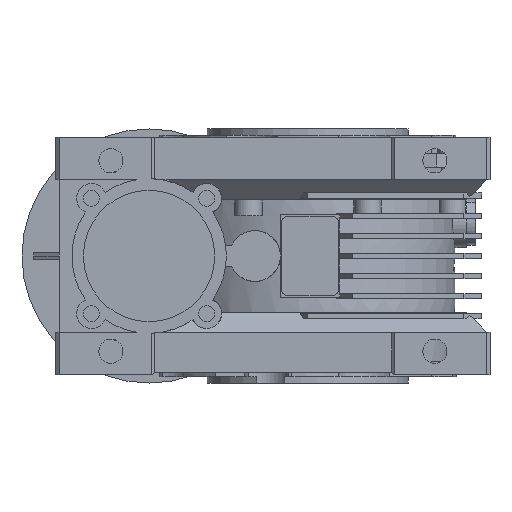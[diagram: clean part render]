
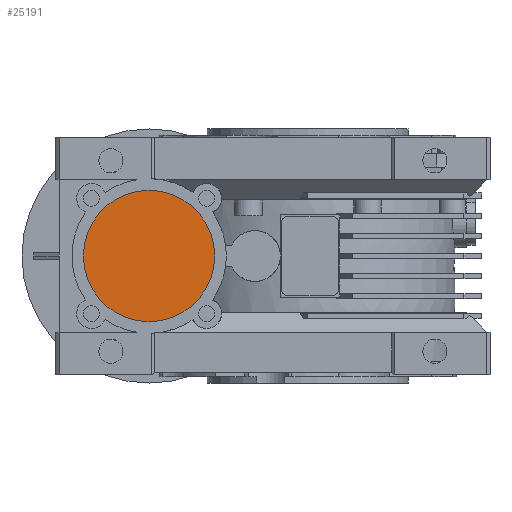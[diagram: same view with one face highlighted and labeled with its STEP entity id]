
A CAD part, left-side view. The second image highlights one B-rep face of the part: STEP entity #25191.
In plain terms, the highlighted planar face has unit normal (-1, 0, 0).
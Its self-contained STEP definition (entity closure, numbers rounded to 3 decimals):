
#621 = PLANE ( 'NONE',  #35044 ) ;
#1118 = DIRECTION ( 'NONE',  ( 0., -1., 0. ) ) ;
#1832 = CARTESIAN_POINT ( 'NONE',  ( -84.51, 44., 0. ) ) ;
#3607 = DIRECTION ( 'NONE',  ( 0., 0., 1. ) ) ;
#5201 = DIRECTION ( 'NONE',  ( 0., -1., 0. ) ) ;
#7011 = CARTESIAN_POINT ( 'NONE',  ( -84.51, 75., 0. ) ) ;
#7642 = VERTEX_POINT ( 'NONE', #26274 ) ;
#7944 = VERTEX_POINT ( 'NONE', #1832 ) ;
#9439 = CIRCLE ( 'NONE', #28626, 31. ) ;
#10097 = CARTESIAN_POINT ( 'NONE',  ( -84.51, 75., 0. ) ) ;
#10488 = EDGE_LOOP ( 'NONE', ( #15143, #32021 ) ) ;
#15143 = ORIENTED_EDGE ( 'NONE', *, *, #41189, .T. ) ;
#15267 = CARTESIAN_POINT ( 'NONE',  ( -84.51, 75., 0. ) ) ;
#17257 = AXIS2_PLACEMENT_3D ( 'NONE', #15267, #34558, #5201 ) ;
#19294 = CIRCLE ( 'NONE', #17257, 31. ) ;
#20108 = DIRECTION ( 'NONE',  ( -1., 0., 0. ) ) ;
#24950 = EDGE_CURVE ( 'NONE', #7642, #7944, #19294, .T. ) ;
#25191 = ADVANCED_FACE ( 'NONE', ( #26551 ), #621, .T. ) ;
#26274 = CARTESIAN_POINT ( 'NONE',  ( -84.51, 106., 0. ) ) ;
#26551 = FACE_OUTER_BOUND ( 'NONE', #10488, .T. ) ;
#28626 = AXIS2_PLACEMENT_3D ( 'NONE', #10097, #33893, #1118 ) ;
#32021 = ORIENTED_EDGE ( 'NONE', *, *, #24950, .T. ) ;
#33893 = DIRECTION ( 'NONE',  ( -1., 0., 0. ) ) ;
#34558 = DIRECTION ( 'NONE',  ( -1., 0., 0. ) ) ;
#35044 = AXIS2_PLACEMENT_3D ( 'NONE', #7011, #20108, #3607 ) ;
#41189 = EDGE_CURVE ( 'NONE', #7944, #7642, #9439, .T. ) ;
